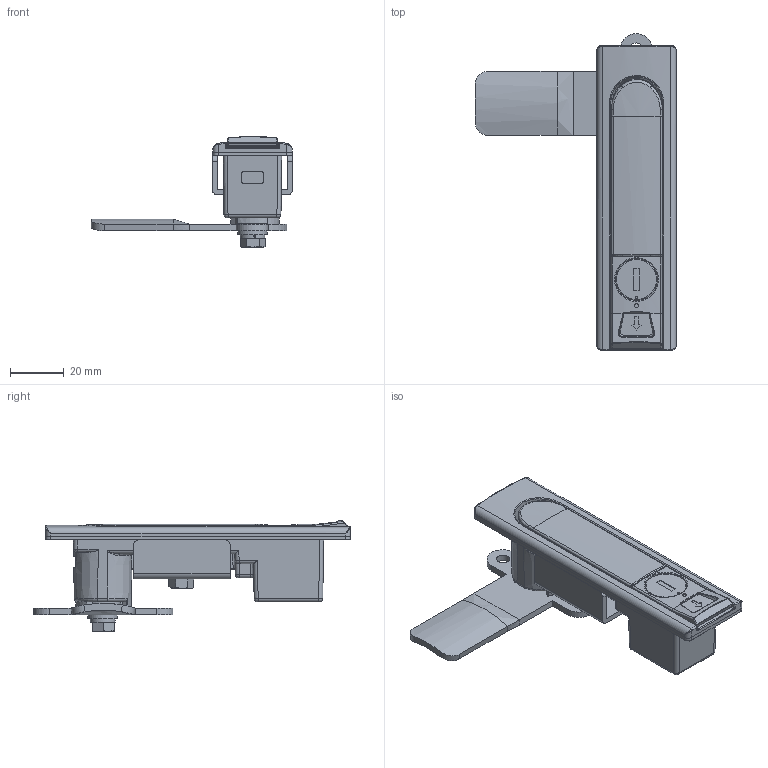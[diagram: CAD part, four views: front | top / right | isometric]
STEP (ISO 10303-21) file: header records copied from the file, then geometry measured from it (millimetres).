
FILE_DESCRIPTION(/* description */ (''),/* implementation_level */ '2;1');
FILE_NAME(/* name */ 'MF-305.stp',/* time_stamp */ '2025-10-18T14:25:13+09:00',/* author */ ('user'),/* organization */ (''),/* preprocessor_version */ 'ST-DEVELOPER v15.6',/* originating_system */ 'Autodesk Inventor 2015',/* authorisation */ '');
FILE_SCHEMA (('AUTOMOTIVE_DESIGN { 1 0 10303 214 3 1 1 }'));
Products named in the file (14): 몸체; 브라켓; 캠; 키코어 캡; 패킹; 핸들; 키코어; 핀; Bolt GB 29.2 M5 x 10; 날개; 방향키; JIS B 1251 - 번호 2 5 x 1.3; ANSI B18.22M - 5 N; MF-305
Bounding box: 75.1 x 118.2 x 41.36 mm (x, y, z)
Volume: 37962.6 mm3; surface area: 41219.4 mm2
Topology: 14 solids, 14 shells, 909 faces, 2397 edges, 1496 vertices
Faces by surface type: plane 303, cylinder 297, bspline 180, torus 51, cone 48, sphere 30
Full cylindrical faces by diameter (mm): 0.8 x1, 1.5 x1, 2.2 x1, 3 x3, 3.1 x2, 4.567 x2, 5 x4, 5.5 x1, 5.6 x1, 11 x2, 11.8 x1, 12.6 x1, 13.4 x1, 14.4 x1, 15.5 x1, 15.7 x1, 17 x1, 17.2 x1
Entity records: 53091 total; most frequent: CARTESIAN_POINT 32436, ORIENTED_EDGE 4434, DIRECTION 4048, EDGE_CURVE 2217, AXIS2_PLACEMENT_3D 1564, VERTEX_POINT 1426, EDGE_LOOP 959, LINE 920
